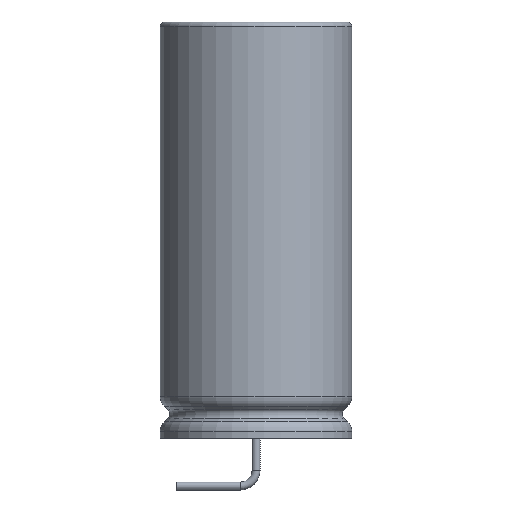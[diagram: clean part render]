
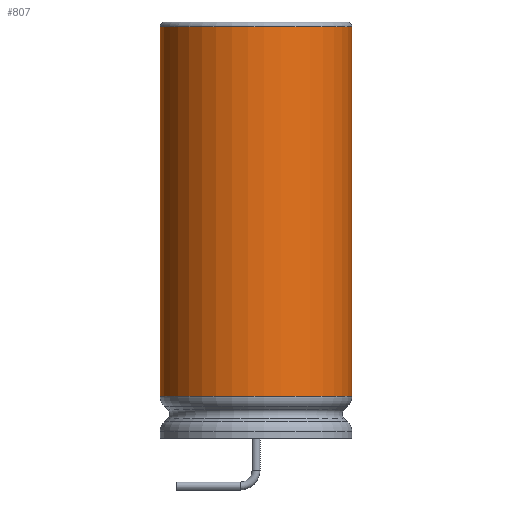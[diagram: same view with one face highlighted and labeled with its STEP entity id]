
A CAD part, left-side view. The second image highlights one B-rep face of the part: STEP entity #807.
In plain terms, the highlighted cylindrical face has radius 6 mm (diameter 12 mm), a partial arc.
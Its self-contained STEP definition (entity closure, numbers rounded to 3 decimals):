
#25=CYLINDRICAL_SURFACE('',#879,6.);
#36=LINE('',#1278,#97);
#43=LINE('',#1298,#104);
#97=VECTOR('',#995,10.);
#104=VECTOR('',#1010,10.);
#184=FACE_OUTER_BOUND('',#233,.T.);
#233=EDGE_LOOP('',(#564,#565,#566,#567));
#285=CIRCLE('',#874,6.);
#289=CIRCLE('',#880,6.);
#344=VERTEX_POINT('',#1268);
#347=VERTEX_POINT('',#1273);
#348=VERTEX_POINT('',#1277);
#357=VERTEX_POINT('',#1297);
#429=EDGE_CURVE('',#347,#344,#285,.T.);
#430=EDGE_CURVE('',#348,#344,#36,.T.);
#440=EDGE_CURVE('',#357,#347,#43,.T.);
#441=EDGE_CURVE('',#348,#357,#289,.T.);
#564=ORIENTED_EDGE('',*,*,#429,.F.);
#565=ORIENTED_EDGE('',*,*,#440,.F.);
#566=ORIENTED_EDGE('',*,*,#441,.F.);
#567=ORIENTED_EDGE('',*,*,#430,.T.);
#807=ADVANCED_FACE('',(#184),#25,.T.);
#874=AXIS2_PLACEMENT_3D('',#1275,#991,#992);
#879=AXIS2_PLACEMENT_3D('',#1296,#1008,#1009);
#880=AXIS2_PLACEMENT_3D('',#1299,#1011,#1012);
#991=DIRECTION('center_axis',(0.,0.,1.));
#992=DIRECTION('ref_axis',(-1.,0.,0.));
#995=DIRECTION('',(0.,0.,1.));
#1008=DIRECTION('center_axis',(0.,0.,1.));
#1009=DIRECTION('ref_axis',(-1.,0.,0.));
#1010=DIRECTION('',(0.,0.,1.));
#1011=DIRECTION('center_axis',(0.,0.,-1.));
#1012=DIRECTION('ref_axis',(-1.,0.,0.));
#1268=CARTESIAN_POINT('',(5.722,-1.804,25.688));
#1273=CARTESIAN_POINT('',(5.721,1.809,25.688));
#1275=CARTESIAN_POINT('Origin',(0.,0.,25.688));
#1277=CARTESIAN_POINT('',(5.722,-1.804,2.612));
#1278=CARTESIAN_POINT('',(5.722,-1.804,0.));
#1296=CARTESIAN_POINT('Origin',(0.,0.,0.));
#1297=CARTESIAN_POINT('',(5.721,1.809,2.612));
#1298=CARTESIAN_POINT('',(5.721,1.809,0.));
#1299=CARTESIAN_POINT('Origin',(0.,0.,2.612));
